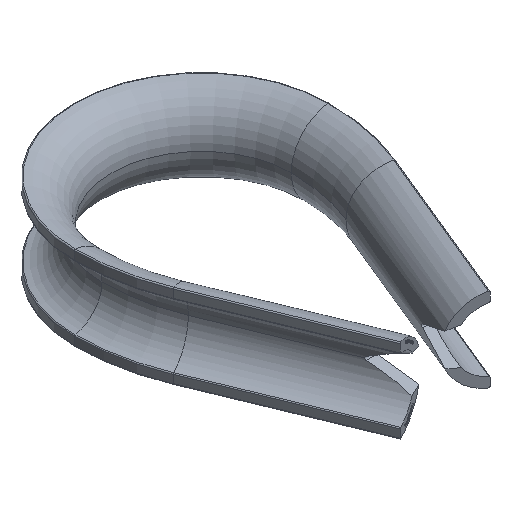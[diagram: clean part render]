
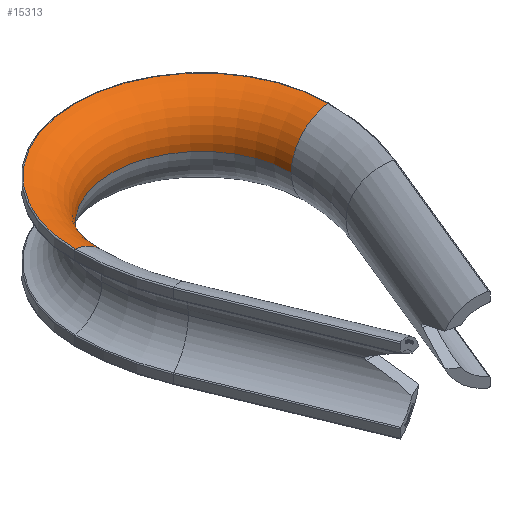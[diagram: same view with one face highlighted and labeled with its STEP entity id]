
A CAD part, isometric view. The second image highlights one B-rep face of the part: STEP entity #15313.
In plain terms, the highlighted toroidal (fillet/blend) face has major radius 13.25 mm and minor radius 4.25 mm.
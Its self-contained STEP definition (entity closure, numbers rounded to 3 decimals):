
#326 = ORIENTED_EDGE ( 'NONE', *, *, #10860, .T. ) ;
#787 = DIRECTION ( 'NONE',  ( 1., 0., 0. ) ) ;
#790 = DIRECTION ( 'NONE',  ( 0., 0., -1. ) ) ;
#886 = CARTESIAN_POINT ( 'NONE',  ( 13.25, 23., 0. ) ) ;
#1926 = CARTESIAN_POINT ( 'NONE',  ( 0., 23., 0. ) ) ;
#3092 = AXIS2_PLACEMENT_3D ( 'NONE', #13305, #14403, #4832 ) ;
#3143 = AXIS2_PLACEMENT_3D ( 'NONE', #1926, #14888, #787 ) ;
#3146 = ORIENTED_EDGE ( 'NONE', *, *, #13016, .F. ) ;
#3244 = DIRECTION ( 'NONE',  ( 0., -1., 0. ) ) ;
#3486 = DIRECTION ( 'NONE',  ( -1., 0., 0. ) ) ;
#4076 = VERTEX_POINT ( 'NONE', #13146 ) ;
#4112 = VERTEX_POINT ( 'NONE', #8704 ) ;
#4384 = EDGE_CURVE ( 'NONE', #8599, #4112, #13776, .T. ) ;
#4832 = DIRECTION ( 'NONE',  ( 1., 0., 0. ) ) ;
#5500 = CIRCLE ( 'NONE', #10307, 4.25 ) ;
#5856 = TOROIDAL_SURFACE ( 'NONE', #3143, 13.25, 4.25 ) ;
#6579 = EDGE_CURVE ( 'NONE', #12683, #4076, #10638, .T. ) ;
#6802 = DIRECTION ( 'NONE',  ( 0., 1., 0. ) ) ;
#7240 = CARTESIAN_POINT ( 'NONE',  ( 0., 23., 4.213 ) ) ;
#7391 = AXIS2_PLACEMENT_3D ( 'NONE', #7240, #11986, #3486 ) ;
#7533 = EDGE_LOOP ( 'NONE', ( #9846, #3146, #12806, #326 ) ) ;
#8599 = VERTEX_POINT ( 'NONE', #11527 ) ;
#8704 = CARTESIAN_POINT ( 'NONE',  ( -12.687, 23., 4.213 ) ) ;
#9194 = CARTESIAN_POINT ( 'NONE',  ( 9., 23., 0. ) ) ;
#9748 = FACE_OUTER_BOUND ( 'NONE', #7533, .T. ) ;
#9846 = ORIENTED_EDGE ( 'NONE', *, *, #6579, .F. ) ;
#10047 = CIRCLE ( 'NONE', #13313, 4.25 ) ;
#10307 = AXIS2_PLACEMENT_3D ( 'NONE', #11459, #6802, #12674 ) ;
#10638 = CIRCLE ( 'NONE', #3092, 9. ) ;
#10860 = EDGE_CURVE ( 'NONE', #4112, #4076, #5500, .T. ) ;
#11459 = CARTESIAN_POINT ( 'NONE',  ( -13.25, 23., 0. ) ) ;
#11527 = CARTESIAN_POINT ( 'NONE',  ( 12.687, 23., 4.213 ) ) ;
#11986 = DIRECTION ( 'NONE',  ( 0., 0., 1. ) ) ;
#12674 = DIRECTION ( 'NONE',  ( 0., 0., -1. ) ) ;
#12683 = VERTEX_POINT ( 'NONE', #9194 ) ;
#12806 = ORIENTED_EDGE ( 'NONE', *, *, #4384, .T. ) ;
#13016 = EDGE_CURVE ( 'NONE', #8599, #12683, #10047, .T. ) ;
#13146 = CARTESIAN_POINT ( 'NONE',  ( -9., 23., 0. ) ) ;
#13305 = CARTESIAN_POINT ( 'NONE',  ( 0., 23., 0. ) ) ;
#13313 = AXIS2_PLACEMENT_3D ( 'NONE', #886, #3244, #790 ) ;
#13776 = CIRCLE ( 'NONE', #7391, 12.687 ) ;
#14403 = DIRECTION ( 'NONE',  ( 0., 0., 1. ) ) ;
#14888 = DIRECTION ( 'NONE',  ( 0., 0., 1. ) ) ;
#15313 = ADVANCED_FACE ( 'NONE', ( #9748 ), #5856, .T. ) ;
